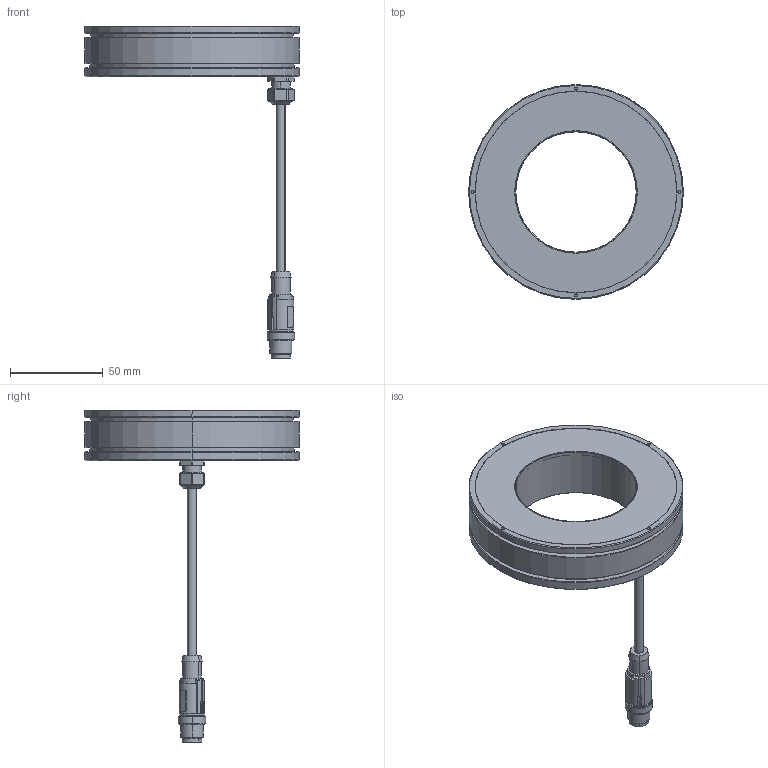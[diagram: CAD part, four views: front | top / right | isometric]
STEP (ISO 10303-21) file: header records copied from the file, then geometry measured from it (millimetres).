
FILE_DESCRIPTION((''),'2;1');
FILE_NAME('CAD-8182_ASM','2022-04-29T10:08:48',('creinig-se'),(''),'CREO PARAMETRIC BY PTC INC, 2019292','CREO PARAMETRIC BY PTC INC, 2019292','');
FILE_SCHEMA(('CONFIG_CONTROL_DESIGN','SHAPE_APPEARANCE_LAYERS_GROUPS'));
Length unit declared in the file: millimetre
Products named in the file (4): CAD-8182_GEH; CAD-8182_LEUCHTENL_M12_5POL; CAD-8182_KABELVERSCHR_M10; CAD-8182_ASM
Assembly tree (3 placements, depth 2):
  CAD-8182_ASM
    CAD-8182_GEH
    CAD-8182_LEUCHTENL_M12_5POL
    CAD-8182_KABELVERSCHR_M10
Bounding box: 116 x 116 x 179.29 mm (x, y, z)
Volume: 202290.1 mm3; surface area: 42331.5 mm2
Topology: 3 solids, 3 shells, 252 faces, 616 edges, 407 vertices
Faces by surface type: cylinder 119, plane 91, cone 42
Entity records: 9667 total; most frequent: CARTESIAN_POINT 1606, DIRECTION 1343, ORIENTED_EDGE 1232, EDGE_CURVE 616, AXIS2_PLACEMENT_3D 532, PRESENTATION_STYLE_ASSIGNMENT 436, STYLED_ITEM 435, VERTEX_POINT 407
